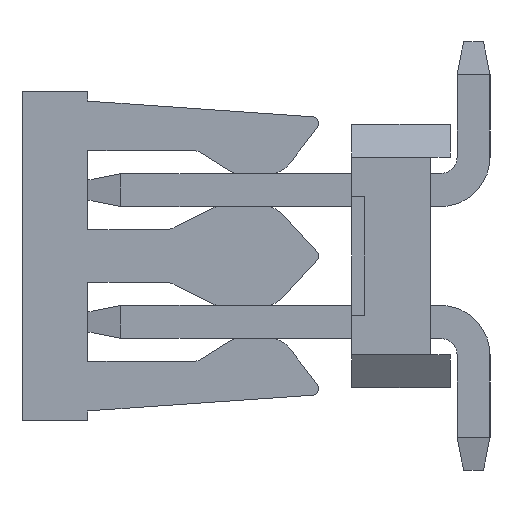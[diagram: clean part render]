
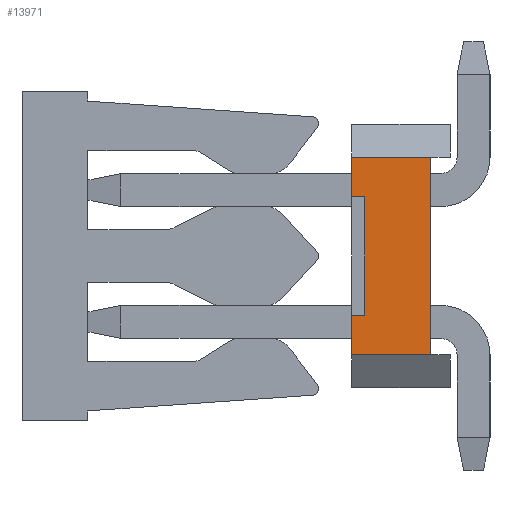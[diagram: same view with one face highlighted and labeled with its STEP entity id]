
A CAD part, left-side view. The second image highlights one B-rep face of the part: STEP entity #13971.
In plain terms, the highlighted planar face has unit normal (-1, 0, 0).
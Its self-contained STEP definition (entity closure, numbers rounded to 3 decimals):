
#11459=CARTESIAN_POINT('',(-1.,0.3,-1.5));
#11460=VERTEX_POINT('',#11459);
#12472=CARTESIAN_POINT('',(-1.,1.3,0.9));
#12473=VERTEX_POINT('',#12472);
#12490=CARTESIAN_POINT('',(-1.,1.3,-0.9));
#12491=VERTEX_POINT('',#12490);
#12498=CARTESIAN_POINT('',(-1.,1.3,-0.9));
#12499=DIRECTION('',(0.,0.,1.));
#12500=VECTOR('',#12499,1.8);
#12501=LINE('',#12498,#12500);
#12502=EDGE_CURVE('',#12491,#12473,#12501,.T.);
#13871=CARTESIAN_POINT('',(-1.,0.3,1.5));
#13872=VERTEX_POINT('',#13871);
#13902=CARTESIAN_POINT('',(-1.,1.5,1.5));
#13903=VERTEX_POINT('',#13902);
#13910=CARTESIAN_POINT('',(-1.,1.5,1.5));
#13911=DIRECTION('',(0.,-1.,0.));
#13912=VECTOR('',#13911,1.2);
#13913=LINE('',#13910,#13912);
#13914=EDGE_CURVE('',#13903,#13872,#13913,.T.);
#13920=CARTESIAN_POINT('',(-1.,0.,-2.));
#13921=DIRECTION('',(0.,0.,1.));
#13922=DIRECTION('',(-1.,0.,0.));
#13923=AXIS2_PLACEMENT_3D('',#13920,#13922,#13921);
#13924=PLANE('',#13923);
#13925=CARTESIAN_POINT('',(-1.,1.5,-0.9));
#13926=VERTEX_POINT('',#13925);
#13927=CARTESIAN_POINT('',(-1.,1.3,-0.9));
#13928=DIRECTION('',(0.,1.,0.));
#13929=VECTOR('',#13928,0.2);
#13930=LINE('',#13927,#13929);
#13931=EDGE_CURVE('',#12491,#13926,#13930,.T.);
#13932=ORIENTED_EDGE('',*,*,#13931,.T.);
#13933=CARTESIAN_POINT('',(-1.,1.5,-1.5));
#13934=VERTEX_POINT('',#13933);
#13935=CARTESIAN_POINT('',(-1.,1.5,-1.5));
#13936=DIRECTION('',(0.,0.,1.));
#13937=VECTOR('',#13936,0.6);
#13938=LINE('',#13935,#13937);
#13939=EDGE_CURVE('',#13934,#13926,#13938,.T.);
#13940=ORIENTED_EDGE('',*,*,#13939,.F.);
#13941=CARTESIAN_POINT('',(-1.,1.5,-1.5));
#13942=DIRECTION('',(0.,-1.,0.));
#13943=VECTOR('',#13942,1.2);
#13944=LINE('',#13941,#13943);
#13945=EDGE_CURVE('',#13934,#11460,#13944,.T.);
#13946=ORIENTED_EDGE('',*,*,#13945,.T.);
#13947=CARTESIAN_POINT('',(-1.,0.3,1.5));
#13948=DIRECTION('',(0.,0.,-1.));
#13949=VECTOR('',#13948,3.);
#13950=LINE('',#13947,#13949);
#13951=EDGE_CURVE('',#13872,#11460,#13950,.T.);
#13952=ORIENTED_EDGE('',*,*,#13951,.F.);
#13953=ORIENTED_EDGE('',*,*,#13914,.F.);
#13954=CARTESIAN_POINT('',(-1.,1.5,0.9));
#13955=VERTEX_POINT('',#13954);
#13956=CARTESIAN_POINT('',(-1.,1.5,0.9));
#13957=DIRECTION('',(0.,0.,1.));
#13958=VECTOR('',#13957,0.6);
#13959=LINE('',#13956,#13958);
#13960=EDGE_CURVE('',#13955,#13903,#13959,.T.);
#13961=ORIENTED_EDGE('',*,*,#13960,.F.);
#13962=CARTESIAN_POINT('',(-1.,1.5,0.9));
#13963=DIRECTION('',(0.,-1.,0.));
#13964=VECTOR('',#13963,0.2);
#13965=LINE('',#13962,#13964);
#13966=EDGE_CURVE('',#13955,#12473,#13965,.T.);
#13967=ORIENTED_EDGE('',*,*,#13966,.T.);
#13968=ORIENTED_EDGE('',*,*,#12502,.F.);
#13969=EDGE_LOOP('',(#13932,#13940,#13946,#13952,#13953,#13961,#13967,#13968));
#13970=FACE_OUTER_BOUND('',#13969,.T.);
#13971=ADVANCED_FACE('',(#13970),#13924,.T.);
